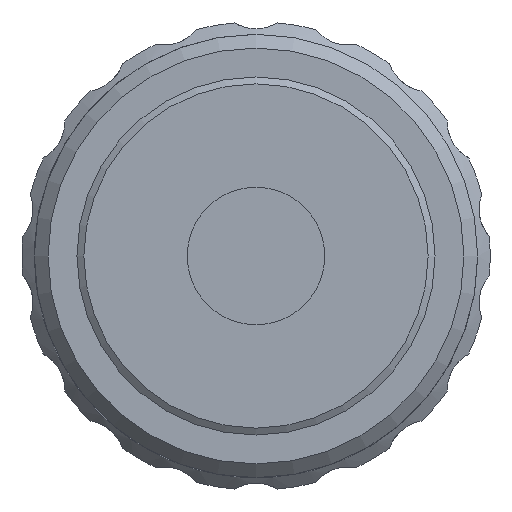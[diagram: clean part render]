
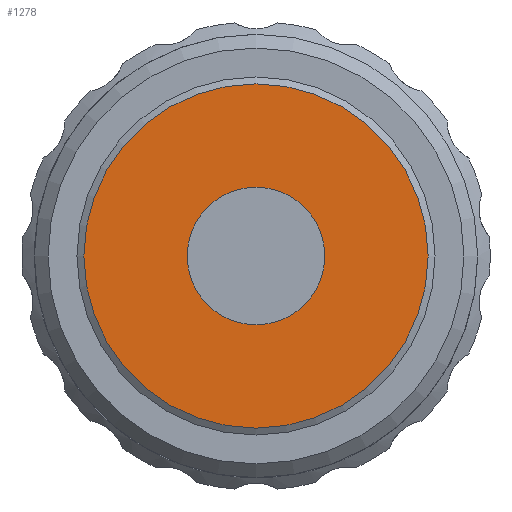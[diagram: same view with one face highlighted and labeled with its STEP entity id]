
A CAD part, left-side view. The second image highlights one B-rep face of the part: STEP entity #1278.
In plain terms, the highlighted planar face has unit normal (-1, 0, 0).
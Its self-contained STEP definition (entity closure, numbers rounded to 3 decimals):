
#16 = AXIS2_PLACEMENT_3D ( 'NONE', #2012, #854, #842 ) ;
#71 = ORIENTED_EDGE ( 'NONE', *, *, #286, .T. ) ;
#139 = DIRECTION ( 'NONE',  ( 0., 0., 1. ) ) ;
#142 = AXIS2_PLACEMENT_3D ( 'NONE', #638, #1765, #139 ) ;
#180 = CARTESIAN_POINT ( 'NONE',  ( -9.553, 46.021, 5. ) ) ;
#244 = CIRCLE ( 'NONE', #142, 12.5 ) ;
#286 = EDGE_CURVE ( 'NONE', #1273, #1273, #1781, .T. ) ;
#383 = DIRECTION ( 'NONE',  ( -1., 0., 0. ) ) ;
#537 = FACE_OUTER_BOUND ( 'NONE', #1716, .T. ) ;
#638 = CARTESIAN_POINT ( 'NONE',  ( -9.553, 46.021, 0. ) ) ;
#808 = EDGE_LOOP ( 'NONE', ( #71 ) ) ;
#842 = DIRECTION ( 'NONE',  ( 0., 0., 1. ) ) ;
#854 = DIRECTION ( 'NONE',  ( 1., 0., 0. ) ) ;
#856 = CARTESIAN_POINT ( 'NONE',  ( -9.553, 46.021, 12.5 ) ) ;
#891 = AXIS2_PLACEMENT_3D ( 'NONE', #1190, #383, #1675 ) ;
#998 = VERTEX_POINT ( 'NONE', #856 ) ;
#1153 = ORIENTED_EDGE ( 'NONE', *, *, #2072, .F. ) ;
#1190 = CARTESIAN_POINT ( 'NONE',  ( -9.553, 57.871, 0. ) ) ;
#1273 = VERTEX_POINT ( 'NONE', #180 ) ;
#1278 = ADVANCED_FACE ( 'NONE', ( #2001, #537 ), #1529, .T. ) ;
#1529 = PLANE ( 'NONE',  #891 ) ;
#1675 = DIRECTION ( 'NONE',  ( 0., 0., 1. ) ) ;
#1716 = EDGE_LOOP ( 'NONE', ( #1153 ) ) ;
#1765 = DIRECTION ( 'NONE',  ( 1., 0., 0. ) ) ;
#1781 = CIRCLE ( 'NONE', #16, 5. ) ;
#2001 = FACE_BOUND ( 'NONE', #808, .T. ) ;
#2012 = CARTESIAN_POINT ( 'NONE',  ( -9.553, 46.021, 0. ) ) ;
#2072 = EDGE_CURVE ( 'NONE', #998, #998, #244, .T. ) ;
